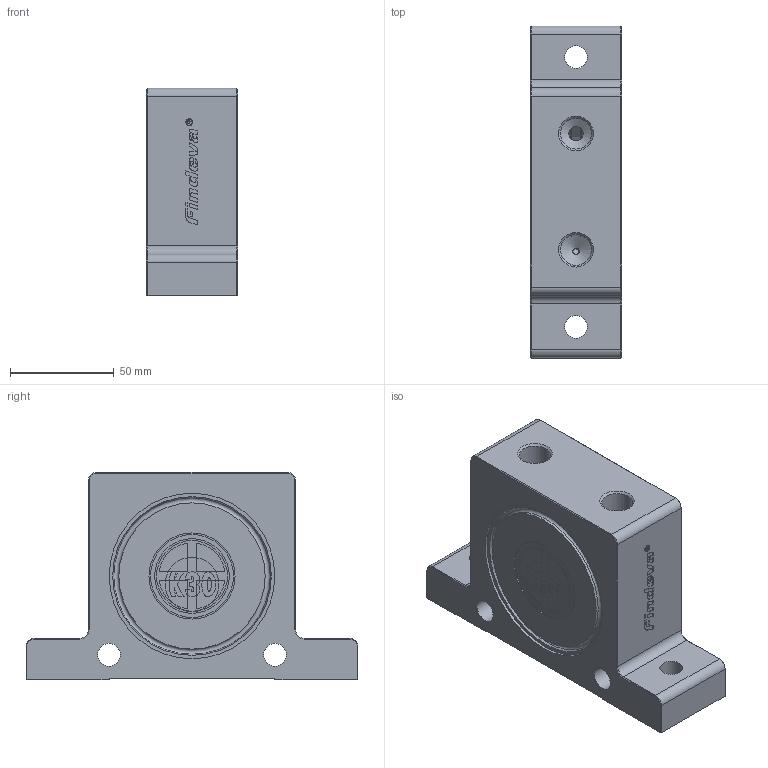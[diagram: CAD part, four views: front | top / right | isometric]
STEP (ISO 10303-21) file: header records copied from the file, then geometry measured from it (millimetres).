
FILE_DESCRIPTION((''),'2;1');
FILE_NAME('1030-00-M.stp','2012-04-15T22:24:28',('Petr'),(''),'Autodesk Inventor 2011','Autodesk Inventor 2011','');
FILE_SCHEMA(('CONFIG_CONTROL_DESIGN'));
Length unit declared in the file: millimetre
Products named in the file (1): 1030-00-M
Bounding box: 44 x 160 x 100 mm (x, y, z)
Volume: 281574.7 mm3; surface area: 76635.9 mm2
Topology: 1 solids, 1 shells, 376 faces, 944 edges, 621 vertices
Faces by surface type: plane 222, cylinder 104, bspline 24, cone 24, torus 2
Full cylindrical faces by diameter (mm): 3.004 x1, 3.1 x1, 3.34 x1, 7 x1, 11 x4, 14.95 x2, 26 x2, 34.2 x2, 36 x2, 40 x2, 41.5 x2, 70.5 x2, 79.8 x2, 80.8 x2
Entity records: 11703 total; most frequent: CARTESIAN_POINT 2491, DIRECTION 1819, ORIENTED_EDGE 1784, EDGE_CURVE 892, AXIS2_PLACEMENT_3D 616, VERTEX_POINT 607, VECTOR 587, LINE 587
